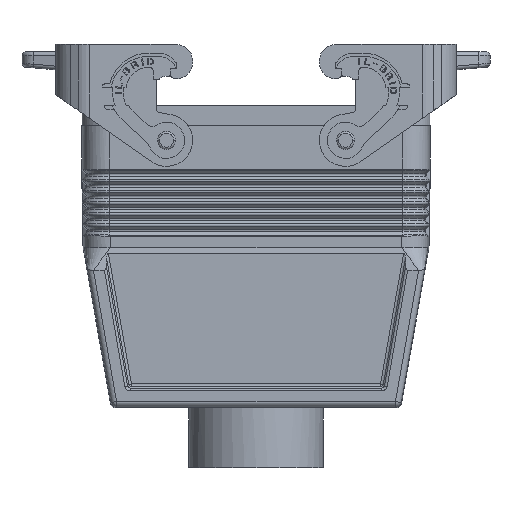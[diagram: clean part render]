
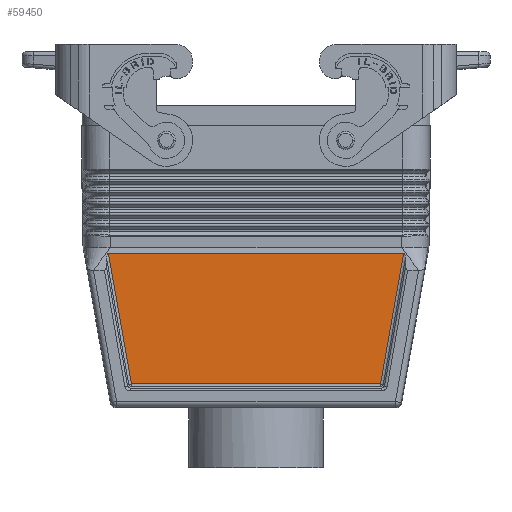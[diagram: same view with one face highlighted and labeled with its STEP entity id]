
A CAD part, front view. The second image highlights one B-rep face of the part: STEP entity #59450.
In plain terms, the highlighted face is planar.
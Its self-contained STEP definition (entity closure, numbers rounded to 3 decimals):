
#54190=CARTESIAN_POINT('',(417.083,-22.423,
34.87));
#54200=VERTEX_POINT('',#54190);
#54230=CARTESIAN_POINT('',(417.083,44.373,
34.87));
#54240=DIRECTION('',(0.,-1.,0.));
#54250=VECTOR('',#54240,1.);
#54260=LINE('',#54230,#54250);
#54270=CARTESIAN_POINT('',(417.083,56.735,
34.87));
#54280=VERTEX_POINT('',#54270);
#54290=EDGE_CURVE('',#54280,#54200,#54260,.T.);
#59150=CARTESIAN_POINT('',(417.083,-12.317,
48.893));
#59160=DIRECTION('',(1.,0.,0.));
#59170=DIRECTION('',(0.,1.,0.));
#59180=AXIS2_PLACEMENT_3D('',#59150,#59160,#59170);
#59190=PLANE('',#59180);
#59200=ORIENTED_EDGE('',*,*,#54290,.F.);
#59210=CARTESIAN_POINT('',(417.083,-26.411,
12.233));
#59220=DIRECTION('',(0.,-0.174,-0.985));
#59230=VECTOR('',#59220,1.);
#59240=LINE('',#59210,#59230);
#59250=CARTESIAN_POINT('',(417.083,-16.265,
69.818));
#59260=VERTEX_POINT('',#59250);
#59270=EDGE_CURVE('',#59260,#54200,#59240,.T.);
#59280=ORIENTED_EDGE('',*,*,#59270,.T.);
#59290=CARTESIAN_POINT('',(417.083,44.373,
69.818));
#59300=DIRECTION('',(0.,-1.,0.));
#59310=VECTOR('',#59300,1.);
#59320=LINE('',#59290,#59310);
#59330=CARTESIAN_POINT('',(417.083,50.578,
69.818));
#59340=VERTEX_POINT('',#59330);
#59350=EDGE_CURVE('',#59340,#59260,#59320,.T.);
#59360=ORIENTED_EDGE('',*,*,#59350,.T.);
#59370=CARTESIAN_POINT('',(417.083,60.723,
12.233));
#59380=DIRECTION('',(0.,0.174,-0.985));
#59390=VECTOR('',#59380,1.);
#59400=LINE('',#59370,#59390);
#59410=EDGE_CURVE('',#59340,#54280,#59400,.T.);
#59420=ORIENTED_EDGE('',*,*,#59410,.F.);
#59430=EDGE_LOOP('',(#59420,#59360,#59280,#59200));
#59440=FACE_OUTER_BOUND('',#59430,.T.);
#59450=ADVANCED_FACE('',(#59440),#59190,.T.);
